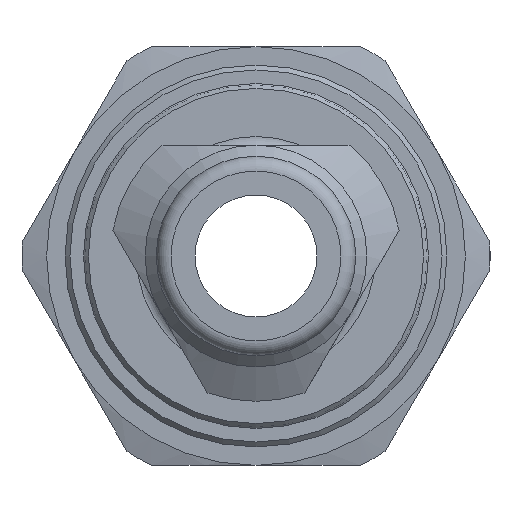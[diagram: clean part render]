
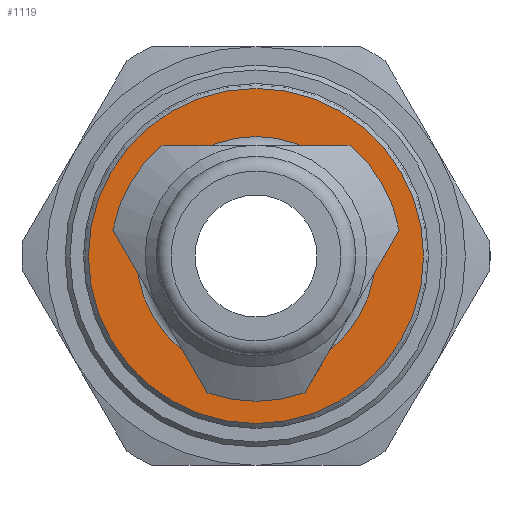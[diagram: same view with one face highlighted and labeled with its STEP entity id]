
A CAD part, left-side view. The second image highlights one B-rep face of the part: STEP entity #1119.
In plain terms, the highlighted planar face has unit normal (-1, 0, 0).
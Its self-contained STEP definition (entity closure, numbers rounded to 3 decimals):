
#27=FACE_BOUND('',#286,.T.);
#110=CIRCLE('',#1299,6.8);
#111=CIRCLE('',#1301,4.85);
#112=CIRCLE('',#1302,4.85);
#220=FACE_OUTER_BOUND('',#285,.T.);
#285=EDGE_LOOP('',(#904));
#286=EDGE_LOOP('',(#905,#906));
#503=VERTEX_POINT('',#2042);
#504=VERTEX_POINT('',#2046);
#505=VERTEX_POINT('',#2047);
#655=EDGE_CURVE('',#503,#503,#110,.T.);
#656=EDGE_CURVE('',#504,#505,#111,.T.);
#657=EDGE_CURVE('',#505,#504,#112,.T.);
#904=ORIENTED_EDGE('',*,*,#655,.F.);
#905=ORIENTED_EDGE('',*,*,#656,.F.);
#906=ORIENTED_EDGE('',*,*,#657,.F.);
#1075=PLANE('',#1300);
#1119=ADVANCED_FACE('',(#220,#27),#1075,.T.);
#1299=AXIS2_PLACEMENT_3D('',#2044,#1582,#1583);
#1300=AXIS2_PLACEMENT_3D('',#2045,#1584,#1585);
#1301=AXIS2_PLACEMENT_3D('',#2048,#1586,#1587);
#1302=AXIS2_PLACEMENT_3D('',#2049,#1588,#1589);
#1582=DIRECTION('center_axis',(1.,0.,0.));
#1583=DIRECTION('ref_axis',(0.,-1.,0.));
#1584=DIRECTION('center_axis',(-1.,0.,0.));
#1585=DIRECTION('ref_axis',(0.,0.,1.));
#1586=DIRECTION('center_axis',(-1.,0.,0.));
#1587=DIRECTION('ref_axis',(0.,-1.,0.));
#1588=DIRECTION('center_axis',(-1.,0.,0.));
#1589=DIRECTION('ref_axis',(0.,-1.,0.));
#2042=CARTESIAN_POINT('',(23.5,6.8,0.));
#2044=CARTESIAN_POINT('Origin',(23.5,0.,0.));
#2045=CARTESIAN_POINT('Origin',(23.5,5.675,0.));
#2046=CARTESIAN_POINT('',(23.5,4.85,0.));
#2047=CARTESIAN_POINT('',(23.5,0.,4.85));
#2048=CARTESIAN_POINT('Origin',(23.5,0.,0.));
#2049=CARTESIAN_POINT('Origin',(23.5,0.,0.));
